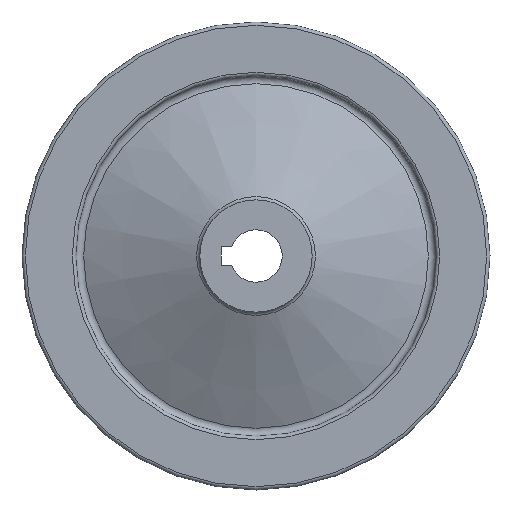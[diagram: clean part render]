
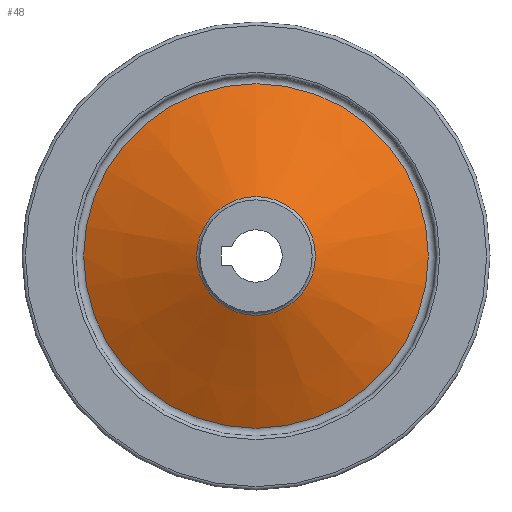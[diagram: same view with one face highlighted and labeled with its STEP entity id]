
A CAD part, left-side view. The second image highlights one B-rep face of the part: STEP entity #48.
In plain terms, the highlighted conical face has half-angle 64.667 degrees and reference radius 15.858 mm.
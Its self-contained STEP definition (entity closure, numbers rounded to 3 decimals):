
#48 = ADVANCED_FACE( '', ( #111, #112 ), #113, .T. );
#111 = FACE_OUTER_BOUND( '', #202, .T. );
#112 = FACE_BOUND( '', #203, .T. );
#113 = CONICAL_SURFACE( '', #204, 15.858, 1.129 );
#202 = EDGE_LOOP( '', ( #289 ) );
#203 = EDGE_LOOP( '', ( #290 ) );
#204 = AXIS2_PLACEMENT_3D( '', #291, #292, #293 );
#289 = ORIENTED_EDGE( '', *, *, #432, .F. );
#290 = ORIENTED_EDGE( '', *, *, #433, .T. );
#291 = CARTESIAN_POINT( '', ( 11.218, 0., 0. ) );
#292 = DIRECTION( '', ( 1., 0., 0. ) );
#293 = DIRECTION( '', ( 0., 0., -1. ) );
#432 = EDGE_CURVE( '', #485, #485, #486, .T. );
#433 = EDGE_CURVE( '', #487, #487, #488, .T. );
#485 = VERTEX_POINT( '', #561 );
#486 = CIRCLE( '', #562, 46.014 );
#487 = VERTEX_POINT( '', #563 );
#488 = CIRCLE( '', #564, 15.858 );
#561 = CARTESIAN_POINT( '', ( 25.494, 0., -46.014 ) );
#562 = AXIS2_PLACEMENT_3D( '', #647, #648, #649 );
#563 = CARTESIAN_POINT( '', ( 11.218, 0., -15.858 ) );
#564 = AXIS2_PLACEMENT_3D( '', #650, #651, #652 );
#647 = CARTESIAN_POINT( '', ( 25.494, 0., 0. ) );
#648 = DIRECTION( '', ( 1., 0., 0. ) );
#649 = DIRECTION( '', ( 0., 0., -1. ) );
#650 = CARTESIAN_POINT( '', ( 11.218, 0., 0. ) );
#651 = DIRECTION( '', ( 1., 0., 0. ) );
#652 = DIRECTION( '', ( 0., 0., -1. ) );
